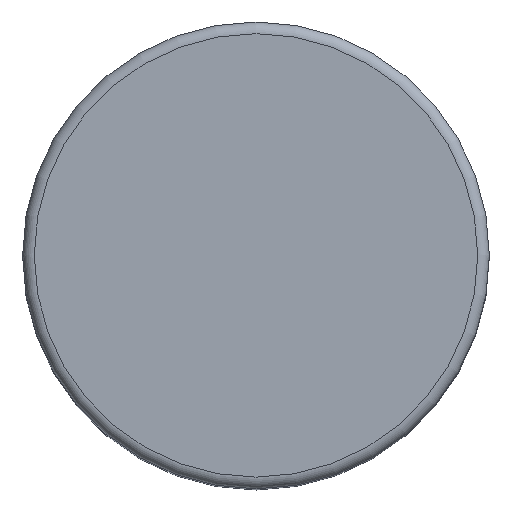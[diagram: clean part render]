
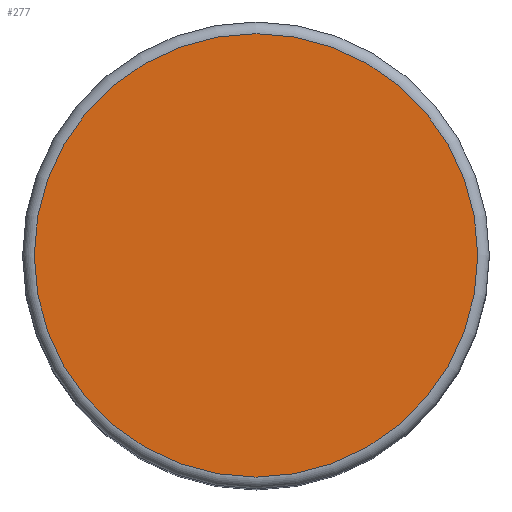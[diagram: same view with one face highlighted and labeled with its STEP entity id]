
A CAD part, top view. The second image highlights one B-rep face of the part: STEP entity #277.
In plain terms, the highlighted planar face has unit normal (0, 0, 1).
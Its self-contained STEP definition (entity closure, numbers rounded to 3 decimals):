
#234=CARTESIAN_POINT('',(3.8,0.,12.));
#235=VERTEX_POINT('',#234);
#236=CARTESIAN_POINT('',(0.0,0.0,12.));
#237=DIRECTION('',(0.0,0.0,-1.0));
#238=DIRECTION('',(-1.0,0.0,0.0));
#239=AXIS2_PLACEMENT_3D('',#236,#237,#238);
#240=CIRCLE('',#239,3.8);
#241=EDGE_CURVE('',#235,#235,#240,.T.);
#269=CARTESIAN_POINT('',(0.0,0.0,12.));
#270=DIRECTION('',(0.0,0.0,-1.0));
#271=DIRECTION('',(-1.0,0.0,0.0));
#272=AXIS2_PLACEMENT_3D('',#269,#270,#271);
#273=PLANE('',#272);
#274=ORIENTED_EDGE('',*,*,#241,.F.);
#275=EDGE_LOOP('',(#274));
#276=FACE_OUTER_BOUND('',#275,.T.);
#277=ADVANCED_FACE('',(#276),#273,.F.);
